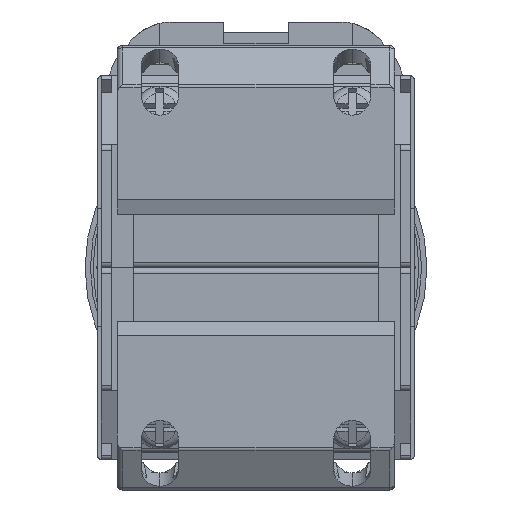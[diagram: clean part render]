
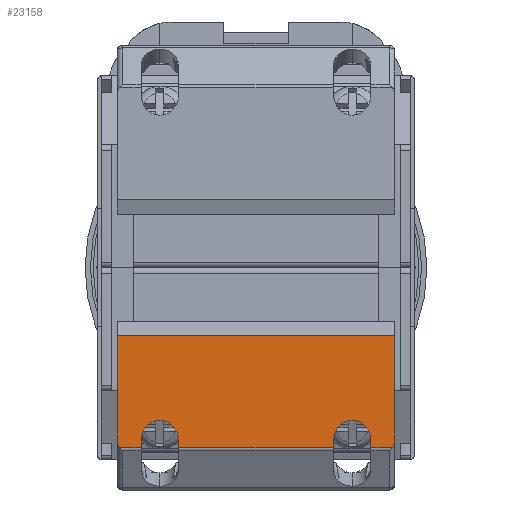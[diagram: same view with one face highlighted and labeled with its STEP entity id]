
A CAD part, front view. The second image highlights one B-rep face of the part: STEP entity #23158.
In plain terms, the highlighted planar face has unit normal (0, -1, 0).
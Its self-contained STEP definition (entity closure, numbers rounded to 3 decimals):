
#37 = EDGE_CURVE ( 'NONE', #13191, #11300, #2314, .T. ) ;
#130 = VECTOR ( 'NONE', #588, 1000. ) ;
#274 = CARTESIAN_POINT ( 'NONE',  ( 13., -81.5, -16.039 ) ) ;
#321 = CARTESIAN_POINT ( 'NONE',  ( 10.75, -81.5, -16.185 ) ) ;
#387 = VECTOR ( 'NONE', #12575, 1000. ) ;
#588 = DIRECTION ( 'NONE',  ( -1., 0., 0. ) ) ;
#647 = VERTEX_POINT ( 'NONE', #18225 ) ;
#944 = CARTESIAN_POINT ( 'NONE',  ( 13., -81.5, -16.86 ) ) ;
#1006 = DIRECTION ( 'NONE',  ( -1., 0., 0. ) ) ;
#1009 = DIRECTION ( 'NONE',  ( 0., 0., 1. ) ) ;
#1154 = EDGE_CURVE ( 'NONE', #1519, #17947, #24256, .T. ) ;
#1325 = EDGE_CURVE ( 'NONE', #15764, #4892, #24562, .T. ) ;
#1519 = VERTEX_POINT ( 'NONE', #8912 ) ;
#1926 =( BOUNDED_CURVE ( )  B_SPLINE_CURVE ( 3, ( #7935, #4090, #11769, #321 ),
 .UNSPECIFIED., .F., .F. ) 
 B_SPLINE_CURVE_WITH_KNOTS ( ( 4, 4 ),
 ( 4.712, 7.854 ),
 .UNSPECIFIED. ) 
 CURVE ( )  GEOMETRIC_REPRESENTATION_ITEM ( )  RATIONAL_B_SPLINE_CURVE ( ( 1., 0.333, 0.333, 1. ) ) 
 REPRESENTATION_ITEM ( '' )  );
#2155 = CARTESIAN_POINT ( 'NONE',  ( -10.75, -81.5, -16.86 ) ) ;
#2314 = LINE ( 'NONE', #12411, #22636 ) ;
#2384 = CARTESIAN_POINT ( 'NONE',  ( 13., -81.5, -6.374 ) ) ;
#2822 = ORIENTED_EDGE ( 'NONE', *, *, #17699, .T. ) ;
#3863 = EDGE_CURVE ( 'NONE', #9902, #647, #19550, .T. ) ;
#3885 = CARTESIAN_POINT ( 'NONE',  ( 10.75, -81.5, -6.374 ) ) ;
#4032 = AXIS2_PLACEMENT_3D ( 'NONE', #17132, #9575, #22880 ) ;
#4050 = ORIENTED_EDGE ( 'NONE', *, *, #14884, .F. ) ;
#4090 = CARTESIAN_POINT ( 'NONE',  ( 7.25, -81.5, -12.377 ) ) ;
#4093 = CARTESIAN_POINT ( 'NONE',  ( 13., -81.5, -16.039 ) ) ;
#4279 = EDGE_CURVE ( 'NONE', #22607, #11300, #17459, .T. ) ;
#4342 = VECTOR ( 'NONE', #1009, 1000. ) ;
#4358 = FACE_OUTER_BOUND ( 'NONE', #4867, .T. ) ;
#4429 = EDGE_CURVE ( 'NONE', #13442, #22607, #18525, .T. ) ;
#4584 = ORIENTED_EDGE ( 'NONE', *, *, #1154, .T. ) ;
#4595 = ORIENTED_EDGE ( 'NONE', *, *, #3863, .T. ) ;
#4823 = ORIENTED_EDGE ( 'NONE', *, *, #9234, .F. ) ;
#4867 = EDGE_LOOP ( 'NONE', ( #4595, #24593, #10978, #17260, #4823, #12612, #12258, #6465, #12434, #4050, #13989, #2822, #4584, #16237 ) ) ;
#4892 = VERTEX_POINT ( 'NONE', #23997 ) ;
#4966 = CARTESIAN_POINT ( 'NONE',  ( -13., -81.5, -6.374 ) ) ;
#5410 = LINE ( 'NONE', #3885, #14985 ) ;
#5822 = CARTESIAN_POINT ( 'NONE',  ( -13., -81.5, -16.039 ) ) ;
#6074 = LINE ( 'NONE', #8845, #387 ) ;
#6465 = ORIENTED_EDGE ( 'NONE', *, *, #4279, .F. ) ;
#7119 = EDGE_CURVE ( 'NONE', #647, #18570, #1926, .T. ) ;
#7170 = CARTESIAN_POINT ( 'NONE',  ( 13., -81.5, -6.374 ) ) ;
#7634 = CARTESIAN_POINT ( 'NONE',  ( -10.75, -81.5, -6.374 ) ) ;
#7875 =( BOUNDED_CURVE ( )  B_SPLINE_CURVE ( 3, ( #15872, #19629, #19700, #8308 ),
 .UNSPECIFIED., .F., .F. ) 
 B_SPLINE_CURVE_WITH_KNOTS ( ( 4, 4 ),
 ( 4.712, 7.854 ),
 .UNSPECIFIED. ) 
 CURVE ( )  GEOMETRIC_REPRESENTATION_ITEM ( )  RATIONAL_B_SPLINE_CURVE ( ( 1., 0.333, 0.333, 1. ) ) 
 REPRESENTATION_ITEM ( '' )  );
#7900 = DIRECTION ( 'NONE',  ( 0., 0., -1. ) ) ;
#7935 = CARTESIAN_POINT ( 'NONE',  ( 7.25, -81.5, -16.185 ) ) ;
#7937 = CARTESIAN_POINT ( 'NONE',  ( 13., -81.5, -16.382 ) ) ;
#8308 = CARTESIAN_POINT ( 'NONE',  ( -7.25, -81.5, -16.185 ) ) ;
#8406 = VECTOR ( 'NONE', #7900, 1000. ) ;
#8845 = CARTESIAN_POINT ( 'NONE',  ( 13., -81.5, -16.86 ) ) ;
#8912 = CARTESIAN_POINT ( 'NONE',  ( -7.25, -81.5, -16.185 ) ) ;
#9234 = EDGE_CURVE ( 'NONE', #21398, #15764, #21251, .T. ) ;
#9575 = DIRECTION ( 'NONE',  ( 0., 1., 0. ) ) ;
#9580 = DIRECTION ( 'NONE',  ( 0., 0., 1. ) ) ;
#9864 = CARTESIAN_POINT ( 'NONE',  ( 12.76, -81.5, -16.86 ) ) ;
#9887 = EDGE_CURVE ( 'NONE', #23798, #10133, #16721, .T. ) ;
#9902 = VERTEX_POINT ( 'NONE', #15257 ) ;
#9904 = LINE ( 'NONE', #2384, #24559 ) ;
#10133 = VERTEX_POINT ( 'NONE', #16452 ) ;
#10978 = ORIENTED_EDGE ( 'NONE', *, *, #17500, .T. ) ;
#11300 = VERTEX_POINT ( 'NONE', #18478 ) ;
#11404 = CARTESIAN_POINT ( 'NONE',  ( -12.76, -81.5, -16.86 ) ) ;
#11653 = VECTOR ( 'NONE', #9580, 1000. ) ;
#11769 = CARTESIAN_POINT ( 'NONE',  ( 10.75, -81.5, -12.377 ) ) ;
#11782 = CARTESIAN_POINT ( 'NONE',  ( 10.75, -81.5, -16.185 ) ) ;
#12013 = CARTESIAN_POINT ( 'NONE',  ( 13., -81.5, -16.86 ) ) ;
#12258 = ORIENTED_EDGE ( 'NONE', *, *, #37, .T. ) ;
#12346 = DIRECTION ( 'NONE',  ( -1., 0., 0. ) ) ;
#12411 = CARTESIAN_POINT ( 'NONE',  ( 13., -81.5, -6.374 ) ) ;
#12434 = ORIENTED_EDGE ( 'NONE', *, *, #4429, .F. ) ;
#12575 = DIRECTION ( 'NONE',  ( -1., 0., 0. ) ) ;
#12612 = ORIENTED_EDGE ( 'NONE', *, *, #17052, .T. ) ;
#12914 = CARTESIAN_POINT ( 'NONE',  ( 12.76, -81.5, -16.86 ) ) ;
#13191 = VERTEX_POINT ( 'NONE', #7170 ) ;
#13328 = CARTESIAN_POINT ( 'NONE',  ( -13., -81.5, -16.039 ) ) ;
#13411 = DIRECTION ( 'NONE',  ( 0., 0., -1. ) ) ;
#13442 = VERTEX_POINT ( 'NONE', #15591 ) ;
#13989 = ORIENTED_EDGE ( 'NONE', *, *, #9887, .T. ) ;
#14019 = EDGE_CURVE ( 'NONE', #9902, #17947, #6074, .T. ) ;
#14884 = EDGE_CURVE ( 'NONE', #23798, #13442, #15396, .T. ) ;
#14985 = VECTOR ( 'NONE', #13411, 1000. ) ;
#15257 = CARTESIAN_POINT ( 'NONE',  ( 7.25, -81.5, -16.86 ) ) ;
#15396 = LINE ( 'NONE', #12013, #130 ) ;
#15591 = CARTESIAN_POINT ( 'NONE',  ( -12.76, -81.5, -16.86 ) ) ;
#15746 = DIRECTION ( 'NONE',  ( 0., 0., 1. ) ) ;
#15764 = VERTEX_POINT ( 'NONE', #12914 ) ;
#15872 = CARTESIAN_POINT ( 'NONE',  ( -10.75, -81.5, -16.185 ) ) ;
#16237 = ORIENTED_EDGE ( 'NONE', *, *, #14019, .F. ) ;
#16452 = CARTESIAN_POINT ( 'NONE',  ( -10.75, -81.5, -16.185 ) ) ;
#16599 = CARTESIAN_POINT ( 'NONE',  ( -7.25, -81.5, -6.374 ) ) ;
#16721 = LINE ( 'NONE', #7634, #11653 ) ;
#17052 = EDGE_CURVE ( 'NONE', #21398, #13191, #9904, .T. ) ;
#17132 = CARTESIAN_POINT ( 'NONE',  ( 13., -81.5, -6.374 ) ) ;
#17260 = ORIENTED_EDGE ( 'NONE', *, *, #1325, .F. ) ;
#17459 = LINE ( 'NONE', #4966, #21945 ) ;
#17500 = EDGE_CURVE ( 'NONE', #18570, #4892, #5410, .T. ) ;
#17699 = EDGE_CURVE ( 'NONE', #10133, #1519, #7875, .T. ) ;
#17947 = VERTEX_POINT ( 'NONE', #20728 ) ;
#18225 = CARTESIAN_POINT ( 'NONE',  ( 7.25, -81.5, -16.185 ) ) ;
#18296 = DIRECTION ( 'NONE',  ( 0., 0., 1. ) ) ;
#18478 = CARTESIAN_POINT ( 'NONE',  ( -13., -81.5, -6.374 ) ) ;
#18525 =( BOUNDED_CURVE ( )  B_SPLINE_CURVE ( 3, ( #11404, #20897, #24796, #13328 ),
 .UNSPECIFIED., .F., .F. ) 
 B_SPLINE_CURVE_WITH_KNOTS ( ( 4, 4 ),
 ( 3.689, 4.712 ),
 .UNSPECIFIED. ) 
 CURVE ( )  GEOMETRIC_REPRESENTATION_ITEM ( )  RATIONAL_B_SPLINE_CURVE ( ( 1., 0.915, 0.915, 1. ) ) 
 REPRESENTATION_ITEM ( '' )  );
#18570 = VERTEX_POINT ( 'NONE', #11782 ) ;
#19550 = LINE ( 'NONE', #23891, #4342 ) ;
#19629 = CARTESIAN_POINT ( 'NONE',  ( -10.75, -81.5, -12.377 ) ) ;
#19700 = CARTESIAN_POINT ( 'NONE',  ( -7.25, -81.5, -12.377 ) ) ;
#20728 = CARTESIAN_POINT ( 'NONE',  ( -7.25, -81.5, -16.86 ) ) ;
#20882 = PLANE ( 'NONE',  #4032 ) ;
#20897 = CARTESIAN_POINT ( 'NONE',  ( -12.913, -81.5, -16.681 ) ) ;
#21251 =( BOUNDED_CURVE ( )  B_SPLINE_CURVE ( 3, ( #4093, #7937, #21270, #9864 ),
 .UNSPECIFIED., .F., .F. ) 
 B_SPLINE_CURVE_WITH_KNOTS ( ( 4, 4 ),
 ( 4.712, 5.736 ),
 .UNSPECIFIED. ) 
 CURVE ( )  GEOMETRIC_REPRESENTATION_ITEM ( )  RATIONAL_B_SPLINE_CURVE ( ( 1., 0.915, 0.915, 1. ) ) 
 REPRESENTATION_ITEM ( '' )  );
#21270 = CARTESIAN_POINT ( 'NONE',  ( 12.913, -81.5, -16.681 ) ) ;
#21398 = VERTEX_POINT ( 'NONE', #274 ) ;
#21945 = VECTOR ( 'NONE', #18296, 1000. ) ;
#22607 = VERTEX_POINT ( 'NONE', #5822 ) ;
#22636 = VECTOR ( 'NONE', #1006, 1000. ) ;
#22880 = DIRECTION ( 'NONE',  ( 0., 0., -1. ) ) ;
#23158 = ADVANCED_FACE ( 'NONE', ( #4358 ), #20882, .F. ) ;
#23798 = VERTEX_POINT ( 'NONE', #2155 ) ;
#23891 = CARTESIAN_POINT ( 'NONE',  ( 7.25, -81.5, -6.374 ) ) ;
#23951 = VECTOR ( 'NONE', #12346, 1000. ) ;
#23997 = CARTESIAN_POINT ( 'NONE',  ( 10.75, -81.5, -16.86 ) ) ;
#24256 = LINE ( 'NONE', #16599, #8406 ) ;
#24559 = VECTOR ( 'NONE', #15746, 1000. ) ;
#24562 = LINE ( 'NONE', #944, #23951 ) ;
#24593 = ORIENTED_EDGE ( 'NONE', *, *, #7119, .T. ) ;
#24796 = CARTESIAN_POINT ( 'NONE',  ( -13., -81.5, -16.382 ) ) ;
